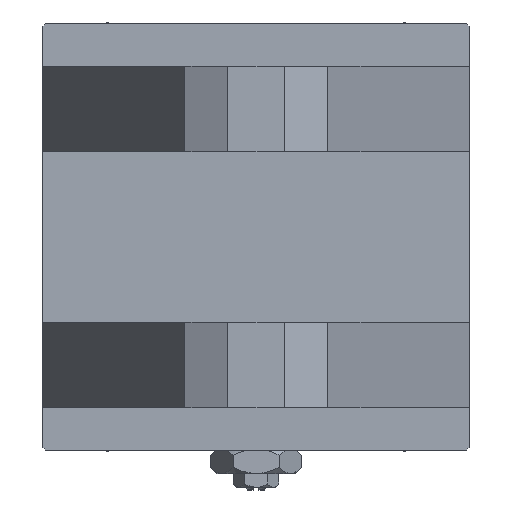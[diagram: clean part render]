
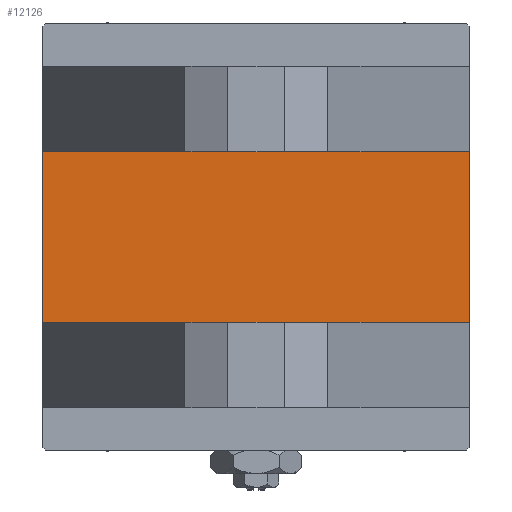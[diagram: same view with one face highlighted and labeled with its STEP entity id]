
A CAD part, left-side view. The second image highlights one B-rep face of the part: STEP entity #12126.
In plain terms, the highlighted planar face has unit normal (-1, 0, 0).
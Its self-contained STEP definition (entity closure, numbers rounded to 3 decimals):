
#628 = VECTOR ( 'NONE', #18862, 1000. ) ;
#2355 = CARTESIAN_POINT ( 'NONE',  ( 0., 15., 37.5 ) ) ;
#2847 = LINE ( 'NONE', #34625, #628 ) ;
#3518 = EDGE_LOOP ( 'NONE', ( #42285, #51708, #21073, #42665 ) ) ;
#3777 = CARTESIAN_POINT ( 'NONE',  ( 0., 15., 37.5 ) ) ;
#7477 = LINE ( 'NONE', #3777, #26593 ) ;
#8646 = CARTESIAN_POINT ( 'NONE',  ( 0., -15., 37.5 ) ) ;
#8833 = EDGE_CURVE ( 'NONE', #39964, #22233, #7477, .T. ) ;
#10447 = EDGE_CURVE ( 'NONE', #22233, #37953, #2847, .T. ) ;
#11726 = DIRECTION ( 'NONE',  ( 0., 0., -1. ) ) ;
#12126 = ADVANCED_FACE ( 'NONE', ( #12780 ), #28546, .T. ) ;
#12780 = FACE_OUTER_BOUND ( 'NONE', #3518, .T. ) ;
#14198 = EDGE_CURVE ( 'NONE', #39964, #48170, #40538, .T. ) ;
#16871 = EDGE_CURVE ( 'NONE', #48170, #37953, #39528, .T. ) ;
#18862 = DIRECTION ( 'NONE',  ( 0., -1., 0. ) ) ;
#20657 = DIRECTION ( 'NONE',  ( 0., 0., 1. ) ) ;
#21073 = ORIENTED_EDGE ( 'NONE', *, *, #14198, .F. ) ;
#22233 = VERTEX_POINT ( 'NONE', #23756 ) ;
#22574 = VECTOR ( 'NONE', #35852, 1000. ) ;
#23472 = DIRECTION ( 'NONE',  ( 0., 0., -1. ) ) ;
#23756 = CARTESIAN_POINT ( 'NONE',  ( 0., 15., -37.5 ) ) ;
#25044 = CARTESIAN_POINT ( 'NONE',  ( 0., -15., -37.5 ) ) ;
#26593 = VECTOR ( 'NONE', #23472, 1000. ) ;
#28546 = PLANE ( 'NONE',  #35094 ) ;
#31947 = DIRECTION ( 'NONE',  ( -1., 0., 0. ) ) ;
#32932 = VECTOR ( 'NONE', #11726, 1000. ) ;
#34625 = CARTESIAN_POINT ( 'NONE',  ( 0., 37.5, -37.5 ) ) ;
#35094 = AXIS2_PLACEMENT_3D ( 'NONE', #44782, #31947, #20657 ) ;
#35852 = DIRECTION ( 'NONE',  ( 0., -1., 0. ) ) ;
#37953 = VERTEX_POINT ( 'NONE', #25044 ) ;
#39528 = LINE ( 'NONE', #51581, #32932 ) ;
#39964 = VERTEX_POINT ( 'NONE', #2355 ) ;
#40538 = LINE ( 'NONE', #48158, #22574 ) ;
#42285 = ORIENTED_EDGE ( 'NONE', *, *, #10447, .T. ) ;
#42665 = ORIENTED_EDGE ( 'NONE', *, *, #8833, .T. ) ;
#44782 = CARTESIAN_POINT ( 'NONE',  ( 0., 0., 0. ) ) ;
#48158 = CARTESIAN_POINT ( 'NONE',  ( 0., 37.5, 37.5 ) ) ;
#48170 = VERTEX_POINT ( 'NONE', #8646 ) ;
#51581 = CARTESIAN_POINT ( 'NONE',  ( 0., -15., 37.5 ) ) ;
#51708 = ORIENTED_EDGE ( 'NONE', *, *, #16871, .F. ) ;
